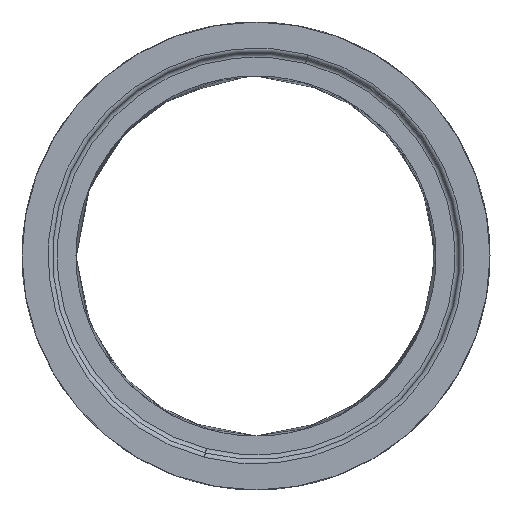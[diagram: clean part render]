
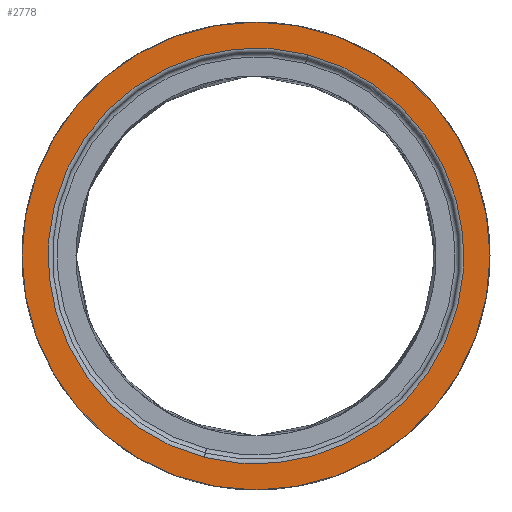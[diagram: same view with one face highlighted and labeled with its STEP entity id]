
A CAD part, left-side view. The second image highlights one B-rep face of the part: STEP entity #2778.
In plain terms, the highlighted face is planar.
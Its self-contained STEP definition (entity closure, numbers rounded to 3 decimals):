
#471 = ORIENTED_EDGE ( 'NONE', *, *, #752, .T. ) ;
#752 = EDGE_CURVE ( 'NONE', #3902, #12223, #2916, .T. ) ;
#771 = CARTESIAN_POINT ( 'NONE',  ( 0., 0., -100. ) ) ;
#1420 = DIRECTION ( 'NONE',  ( 0., 0., 1. ) ) ;
#1664 = DIRECTION ( 'NONE',  ( 0., 0., 1. ) ) ;
#2025 = CIRCLE ( 'NONE', #14891, 462. ) ;
#2385 = DIRECTION ( 'NONE',  ( 0., 0., 1. ) ) ;
#2778 = ADVANCED_FACE ( 'NONE', ( #13946, #22586 ), #10382, .F. ) ;
#2916 = CIRCLE ( 'NONE', #16501, 462. ) ;
#3483 = AXIS2_PLACEMENT_3D ( 'NONE', #7569, #21609, #14920 ) ;
#3594 = DIRECTION ( 'NONE',  ( 1., 0., 0. ) ) ;
#3846 = DIRECTION ( 'NONE',  ( 0.968, 0.249, 0. ) ) ;
#3902 = VERTEX_POINT ( 'NONE', #18708 ) ;
#4130 = EDGE_LOOP ( 'NONE', ( #11913, #18749 ) ) ;
#7569 = CARTESIAN_POINT ( 'NONE',  ( 0., 0., -100. ) ) ;
#8142 = DIRECTION ( 'NONE',  ( 0.968, 0.249, 0. ) ) ;
#9433 = CIRCLE ( 'NONE', #17507, 520. ) ;
#10382 = PLANE ( 'NONE',  #16202 ) ;
#10459 = EDGE_CURVE ( 'NONE', #18244, #16642, #17447, .T. ) ;
#11028 = CARTESIAN_POINT ( 'NONE',  ( 447.442, 115.065, -100. ) ) ;
#11913 = ORIENTED_EDGE ( 'NONE', *, *, #10459, .F. ) ;
#12005 = CARTESIAN_POINT ( 'NONE',  ( 0., 0., -100. ) ) ;
#12223 = VERTEX_POINT ( 'NONE', #11028 ) ;
#13545 = EDGE_CURVE ( 'NONE', #12223, #3902, #2025, .T. ) ;
#13946 = FACE_BOUND ( 'NONE', #19021, .T. ) ;
#14196 = CARTESIAN_POINT ( 'NONE',  ( 0., 0., -100. ) ) ;
#14891 = AXIS2_PLACEMENT_3D ( 'NONE', #771, #2385, #8142 ) ;
#14920 = DIRECTION ( 'NONE',  ( 1., 0., 0. ) ) ;
#16202 = AXIS2_PLACEMENT_3D ( 'NONE', #12005, #1420, #3594 ) ;
#16501 = AXIS2_PLACEMENT_3D ( 'NONE', #14196, #1664, #3846 ) ;
#16642 = VERTEX_POINT ( 'NONE', #17923 ) ;
#17447 = CIRCLE ( 'NONE', #3483, 520. ) ;
#17507 = AXIS2_PLACEMENT_3D ( 'NONE', #18546, #19193, #20700 ) ;
#17923 = CARTESIAN_POINT ( 'NONE',  ( -520., 0., -100. ) ) ;
#18140 = ORIENTED_EDGE ( 'NONE', *, *, #13545, .T. ) ;
#18244 = VERTEX_POINT ( 'NONE', #21424 ) ;
#18546 = CARTESIAN_POINT ( 'NONE',  ( 0., 0., -100. ) ) ;
#18708 = CARTESIAN_POINT ( 'NONE',  ( -447.442, -115.065, -100. ) ) ;
#18749 = ORIENTED_EDGE ( 'NONE', *, *, #19500, .F. ) ;
#19021 = EDGE_LOOP ( 'NONE', ( #18140, #471 ) ) ;
#19193 = DIRECTION ( 'NONE',  ( 0., 0., 1. ) ) ;
#19500 = EDGE_CURVE ( 'NONE', #16642, #18244, #9433, .T. ) ;
#20700 = DIRECTION ( 'NONE',  ( 1., 0., 0. ) ) ;
#21424 = CARTESIAN_POINT ( 'NONE',  ( 520., 0., -100. ) ) ;
#21609 = DIRECTION ( 'NONE',  ( 0., 0., 1. ) ) ;
#22586 = FACE_OUTER_BOUND ( 'NONE', #4130, .T. ) ;
